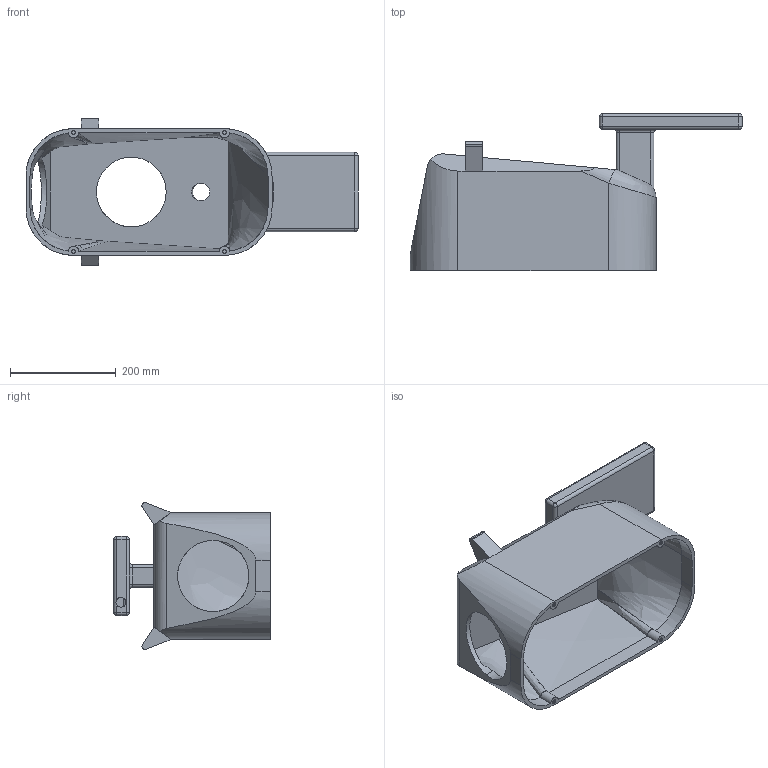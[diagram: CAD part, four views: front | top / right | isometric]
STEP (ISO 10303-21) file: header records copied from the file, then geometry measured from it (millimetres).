
FILE_DESCRIPTION (( 'STEP AP214' ), '1' );
FILE_NAME ('奻褲极-笭膘.STEP', '2023-08-09T12:12:47', ( '' ), ( '' ), 'SwSTEP 2.0', 'SolidWorks 2022', '' );
FILE_SCHEMA (( 'AUTOMOTIVE_DESIGN' ));
Length unit declared in the file: millimetre
Products named in the file (1): 奻褲极-笭膘
Bounding box: 628.69 x 297 x 278.02 mm (x, y, z)
Volume: 5543199.6 mm3; surface area: 734558.3 mm2
Topology: 1 solids, 1 shells, 411 faces, 1154 edges, 741 vertices
Faces by surface type: cylinder 317, plane 57, bspline 25, sphere 8, torus 4
Entity records: 28133 total; most frequent: CARTESIAN_POINT 19285, ORIENTED_EDGE 2292, DIRECTION 1437, EDGE_CURVE 1146, VERTEX_POINT 741, AXIS2_PLACEMENT_3D 492, LINE 453, VECTOR 453
